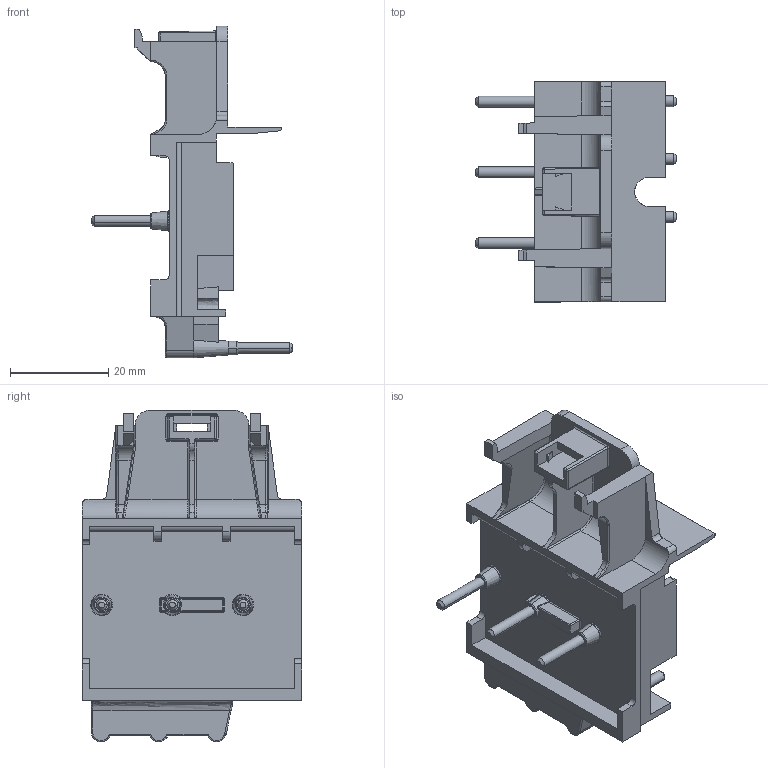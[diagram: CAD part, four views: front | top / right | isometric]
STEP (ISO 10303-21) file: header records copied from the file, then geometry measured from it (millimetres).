
FILE_DESCRIPTION (( 'STEP AP203' ), '1' );
FILE_NAME ('ECCMP-C025.step', '2020-08-11T10:52:20', ( '' ), ( '' ), 'SwSTEP 2.0', 'SolidWorks 2019', '' );
FILE_SCHEMA (( 'CONFIG_CONTROL_DESIGN' ));
Length unit declared in the file: inch
Products named in the file (1): ECCMP-C025
Bounding box: 40.9 x 44.8 x 67.6 mm (x, y, z)
Volume: 11682.5 mm3; surface area: 14872.6 mm2
Topology: 4 solids, 4 shells, 519 faces, 1396 edges, 879 vertices
Faces by surface type: plane 196, cylinder 158, bspline 147, cone 14, torus 4
Entity records: 20443 total; most frequent: CARTESIAN_POINT 8545, ORIENTED_EDGE 2792, DIRECTION 2134, EDGE_CURVE 1396, VERTEX_POINT 879, AXIS2_PLACEMENT_3D 729, VECTOR 676, LINE 676
